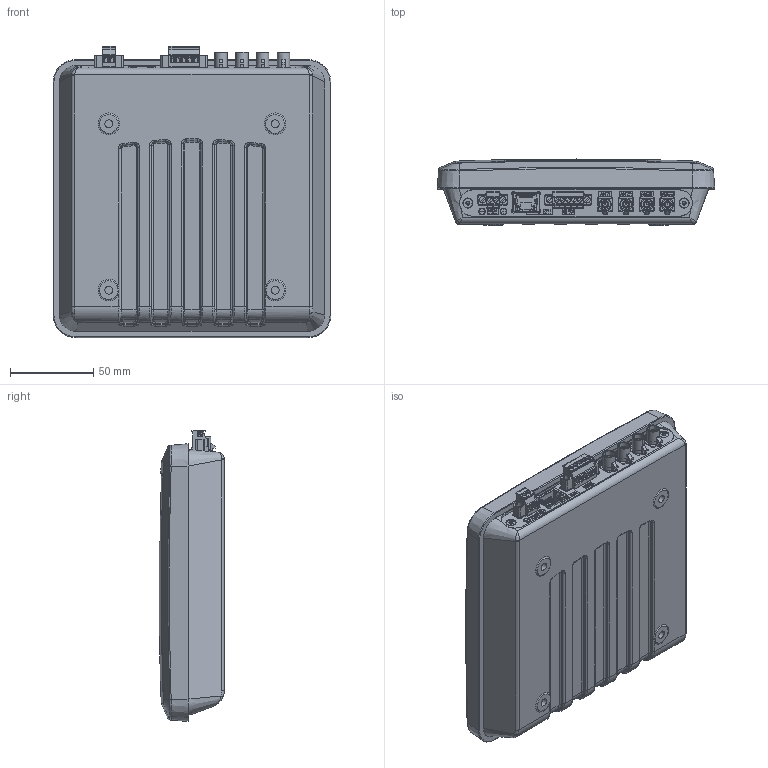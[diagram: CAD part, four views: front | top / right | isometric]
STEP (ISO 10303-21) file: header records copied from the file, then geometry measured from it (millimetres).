
FILE_DESCRIPTION((''),'2;1');
FILE_NAME('52010551_MOCKUP_ASM','2021-01-18T10:14:28',('rothes'),('Kathrein Sachsen GmbH'),'CREO PARAMETRIC BY PTC INC, 2019471','CREO PARAMETRIC BY PTC INC, 2019471','');
FILE_SCHEMA(('AUTOMOTIVE_DESIGN { 1 0 10303 214 1 1 1 1 }'));
Products named in the file (11): 52010551_MOCKUP_UT_AF0; 039B173_BLENDE_AF0; 9205601_SENKSCHR_M3X6_ER_TUFLOK; XSSR___3P_FAKRA_004; MC_1_5-5-GF-3_5_P14-112010_; 410808_STECKER_5POL; BU-XBBT__16P_MODULARJACK_991; 1789614_01; 410809; 52010551_MOCKUP_OT; 52010551_MOCKUP_ASM
Assembly tree (14 placements, depth 2):
  52010551_MOCKUP_ASM
    52010551_MOCKUP_UT_AF0
    039B173_BLENDE_AF0
    9205601_SENKSCHR_M3X6_ER_TUFLOK  x2
    XSSR___3P_FAKRA_004  x4
    MC_1_5-5-GF-3_5_P14-112010_
    410808_STECKER_5POL
    BU-XBBT__16P_MODULARJACK_991
    1789614_01
    410809
    52010551_MOCKUP_OT
Bounding box: 167 x 39.67 x 175 mm (x, y, z)
Volume: 923689.9 mm3; surface area: 147034.7 mm2
Topology: 14 solids, 17 shells, 3200 faces, 8442 edges, 5527 vertices
Faces by surface type: plane 2069, cylinder 823, bspline 128, extrusion 78, cone 64, torus 34, sphere 4
Entity records: 135389 total; most frequent: CARTESIAN_POINT 26237, ORIENTED_EDGE 15834, DIRECTION 14933, EDGE_CURVE 7919, PRESENTATION_STYLE_ASSIGNMENT 6405, VECTOR 5830, LINE 5752, STYLED_ITEM 5578
